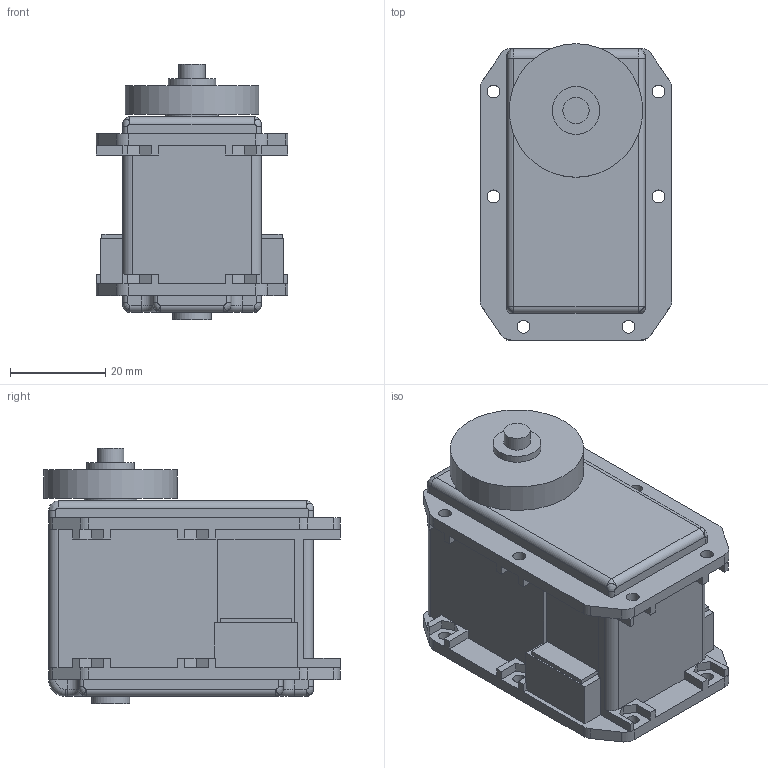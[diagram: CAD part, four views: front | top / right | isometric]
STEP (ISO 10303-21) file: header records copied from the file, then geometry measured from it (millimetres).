
FILE_DESCRIPTION(('FreeCAD Model'),'2;1');
FILE_NAME('rx64T.stp','2015-04-09T11:44:30',('Author'),( ''),'Open CASCADE STEP processor 6.7','FreeCAD','Unknown');
FILE_SCHEMA(('AUTOMOTIVE_DESIGN_CC2 { 1 2 10303 214 -1 1 5 4 }'));
Length unit declared in the file: millimetre
Products named in the file (1): rx64T
Bounding box: 40.2 x 62.1 x 53.5 mm (x, y, z)
Volume: 74357.2 mm3; surface area: 15675.2 mm2
Topology: 1 solids, 1 shells, 302 faces, 802 edges, 504 vertices
Faces by surface type: plane 208, cylinder 70, bspline 10, sphere 8, torus 6
Full cylindrical faces by diameter (mm): 2.7 x12, 3.2 x1, 5.5 x1, 8 x1, 10 x2, 11 x1, 15 x1, 28 x1
Entity records: 28091 total; most frequent: CARTESIAN_POINT 12709, DIRECTION 2674, LINE 1712, VECTOR 1712, ORIENTED_EDGE 1588, PCURVE 1588, DEFINITIONAL_REPRESENTATION 1588, EDGE_CURVE 794
